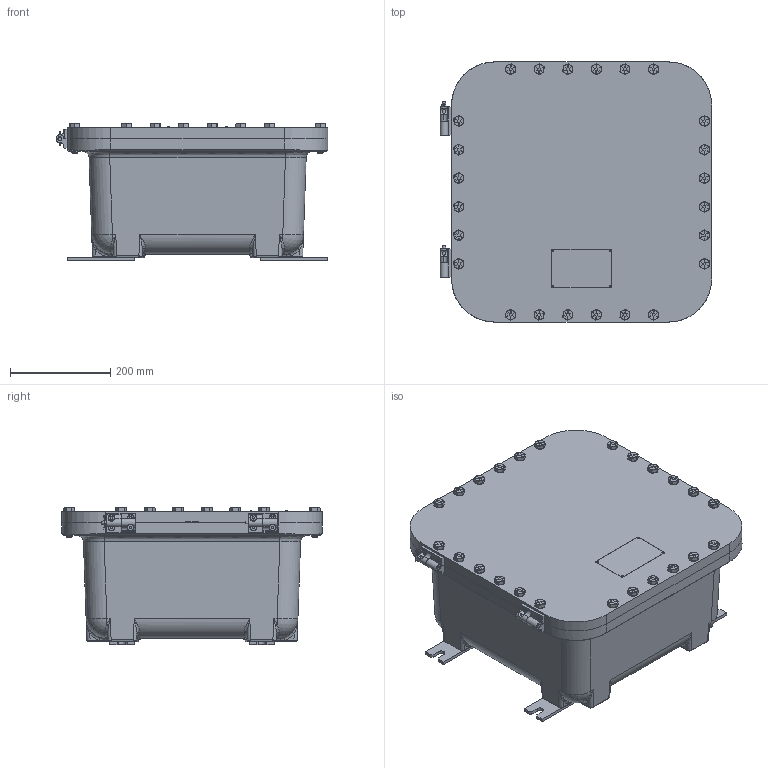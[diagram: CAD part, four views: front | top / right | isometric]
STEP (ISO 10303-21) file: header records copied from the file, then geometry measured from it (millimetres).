
FILE_DESCRIPTION(/* description */ (''),/* implementation_level */ '2;1');
FILE_NAME(/* name */ 'KIL_EXBLTP - 16168 N4.stp',/* time_stamp */ '2020-01-13T16:54:58+05:00',/* author */ ('mashraf'),/* organization */ (''),/* preprocessor_version */ 'ST-DEVELOPER v18',/* originating_system */ 'Autodesk Inventor 2020',/* authorisation */ '');
FILE_SCHEMA (('AUTOMOTIVE_DESIGN { 1 0 10303 214 3 1 1 }'));
Length unit declared in the file: inch
Products named in the file (16): EXBLTP - 16168 N4; 51303ABAM; 25330AAAM; 20859AAAB; 16464BAAB; 0106275B; 16972AAAB; Hinge 11T; 18095; SAE J487a - 1/8 x 3/4    Extended Prong Square Cut Type; Hinge 11B; 18094; 18093; 18147AABB; 14729AAIB-1616; 0720361B
Assembly tree (59 placements, depth 3):
  EXBLTP - 16168 N4
    51303ABAM
    25330AAAM
    20859AAAB
    16464BAAB  x4
    0106275B  x4
    16972AAAB  x8
    Hinge 11T
      18095
      18093
      SAE J487a - 1/8 x 3/4    Extended Prong Square Cut Type
    Hinge 11B
      18094
      18093
    18147AABB  x8
    14729AAIB-1616
    0720361B  x24
Bounding box: 541.34 x 517.65 x 273.57 mm (x, y, z)
Volume: 16253120.9 mm3; surface area: 2046104.4 mm2
Topology: 59 solids, 60 shells, 3588 faces, 9397 edges, 5976 vertices
Faces by surface type: plane 2396, cylinder 417, cone 398, bspline 289, torus 80, sphere 8
Full cylindrical faces by diameter (mm): 0.635 x4, 2.07 x4, 2.502 x4, 2.778 x4, 2.779 x1, 5.613 x8, 6.198 x8, 6.746 x8, 7.798 x16, 8.075 x2, 8.077 x4, 9.286 x8, 10.312 x8, 10.592 x24, 12.418 x8, 12.423 x24, 13.386 x4, 13.494 x24, 19.05 x24
Entity records: 45828 total; most frequent: CARTESIAN_POINT 15633, ORIENTED_EDGE 6252, DIRECTION 5570, EDGE_CURVE 3126, VERTEX_POINT 2040, AXIS2_PLACEMENT_3D 2028, LINE 1514, VECTOR 1514
